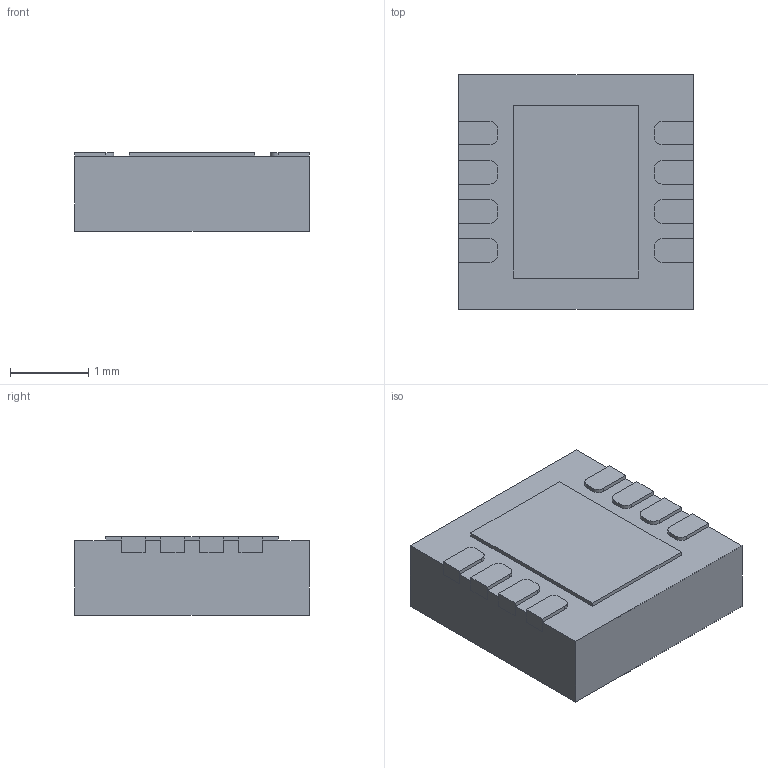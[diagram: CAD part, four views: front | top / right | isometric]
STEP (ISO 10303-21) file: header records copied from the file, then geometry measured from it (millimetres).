
FILE_DESCRIPTION (( 'STEP AP214' ), '1' );
FILE_NAME ('User Library-HVSON8_3x3x0.85 pitch 0.5mm.STEP', '2022-04-20T17:35:47', ( '' ), ( '' ), 'SwSTEP 2.0', 'SolidWorks 2021', '' );
FILE_SCHEMA (( 'AUTOMOTIVE_DESIGN' ));
Length unit declared in the file: millimetre
Products named in the file (1): User Library-HVSON8_3x3x0.85 pitch 0.5mm
Bounding box: 3 x 3 x 1 mm (x, y, z)
Volume: 8.8 mm3; surface area: 45 mm2
Topology: 10 solids, 10 shells, 132 faces, 330 edges, 220 vertices
Faces by surface type: plane 98, cylinder 34
Entity records: 4037 total; most frequent: CARTESIAN_POINT 683, DIRECTION 664, ORIENTED_EDGE 660, EDGE_CURVE 330, LINE 262, VECTOR 262, VERTEX_POINT 220, AXIS2_PLACEMENT_3D 201
